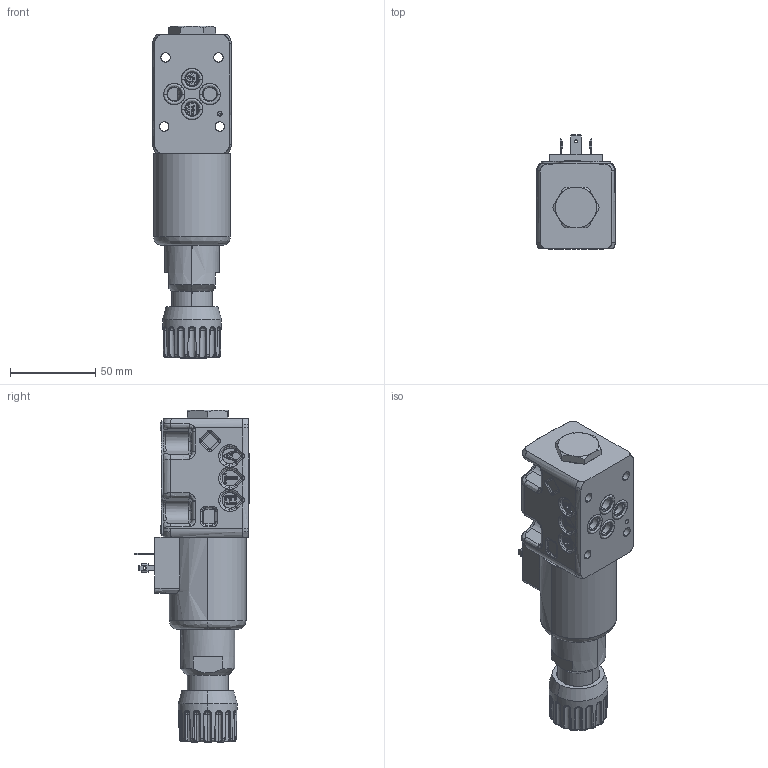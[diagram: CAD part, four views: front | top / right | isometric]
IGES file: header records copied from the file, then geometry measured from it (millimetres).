
Start section: SolidWorks IGES file using analytic representation for surfaces
Global section: file name: XD3B-----P22.igs; native system: SolidWorks 2014; preprocessor: SolidWorks 2014; author: serviziopdm; date: 160927.084533; units: millimetre
Bounding box: 46 x 67.28 x 194.71 mm (x, y, z)
Surface area: 46297.8 mm2 (no closed solid volume)
Topology: 0 solids, 0 shells, 931 faces, 14534 edges, 14528 vertices
Faces by surface type: bspline 665, revolution 266
